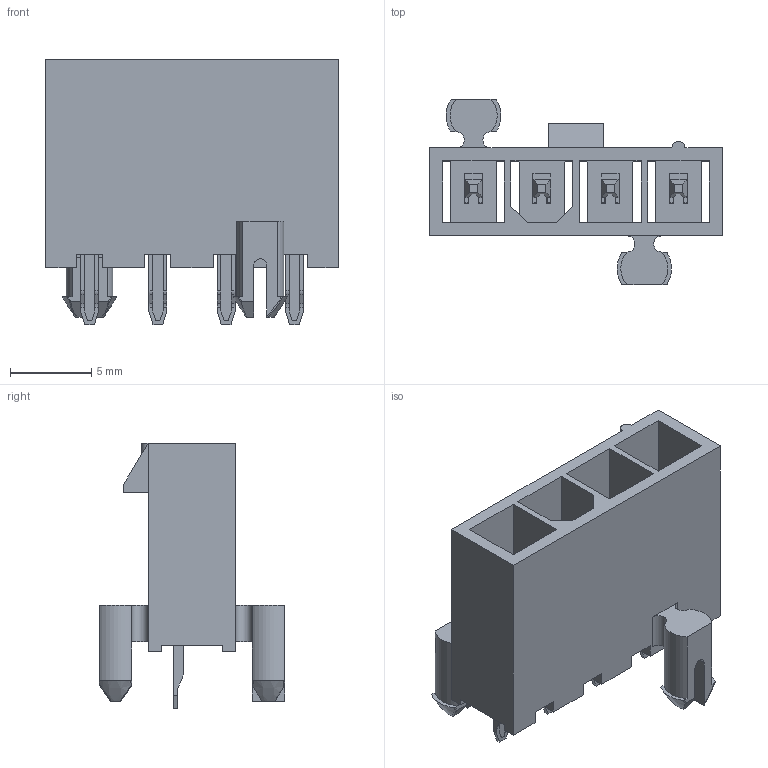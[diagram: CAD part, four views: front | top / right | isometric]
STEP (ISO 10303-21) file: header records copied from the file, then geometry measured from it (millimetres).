
FILE_DESCRIPTION(/* description */ ('Unknown'),/* implementation_level */ '2;1');
FILE_NAME(/* name */ '649004121732',/* time_stamp */ '2019-08-13T11:49:17+02:00',/* author */ ('Unknown'),/* organization */ ('Unknown'),/* preprocessor_version */ 'ST-DEVELOPER v16.7',/* originating_system */ 'DEX',/* authorisation */ $);
FILE_SCHEMA (('AUTOMOTIVE_DESIGN {1 0 10303 214 3 1 1}'));
Length unit declared in the file: millimetre
Products named in the file (3): 6490xx121732; 649004121732; 6490xx121732_PIN
Assembly tree (5 placements, depth 2):
  6490xx121732
    649004121732
    6490xx121732_PIN  x4
Bounding box: 18 x 11.4 x 16.3 mm (x, y, z)
Volume: 703.6 mm3; surface area: 2034.6 mm2
Topology: 5 solids, 5 shells, 486 faces, 1419 edges, 932 vertices
Faces by surface type: plane 349, cylinder 123, bspline 14
Entity records: 8666 total; most frequent: CARTESIAN_POINT 1834, ORIENTED_EDGE 1506, DIRECTION 1269, EDGE_CURVE 753, LINE 621, VECTOR 621, VERTEX_POINT 494, AXIS2_PLACEMENT_3D 324
